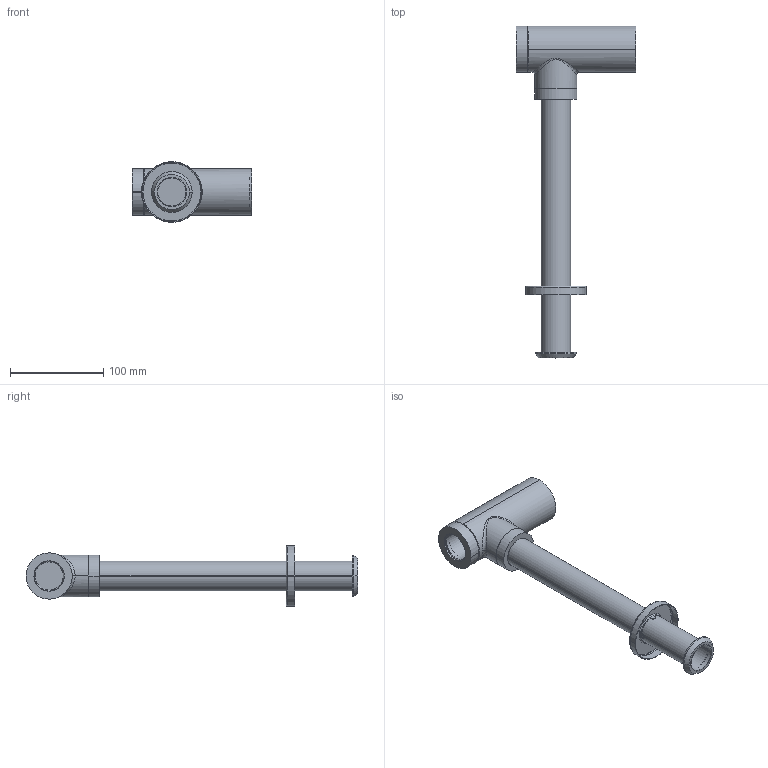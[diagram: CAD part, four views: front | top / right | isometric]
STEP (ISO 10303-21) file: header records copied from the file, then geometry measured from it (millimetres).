
FILE_DESCRIPTION((''),'2;1');
FILE_NAME('301-2','2021-06-07T16:51:54',('NSantos'),(''),'CREO PARAMETRIC BY PTC INC, 2018500','CREO PARAMETRIC BY PTC INC, 2018500','');
FILE_SCHEMA(('CONFIG_CONTROL_DESIGN'));
Length unit declared in the file: inch
Products named in the file (1): 301-2
Bounding box: 128.52 x 355.78 x 65.02 mm (x, y, z)
Volume: 431961.3 mm3; surface area: 169134.4 mm2
Topology: 2 solids, 14 shells, 164 faces, 382 edges, 252 vertices
Faces by surface type: cylinder 80, plane 50, torus 22, cone 6, bspline 5, extrusion 1
Entity records: 5671 total; most frequent: CARTESIAN_POINT 1794, DIRECTION 865, ORIENTED_EDGE 712, EDGE_CURVE 382, AXIS2_PLACEMENT_3D 365, VERTEX_POINT 252, CIRCLE 206, EDGE_LOOP 194
